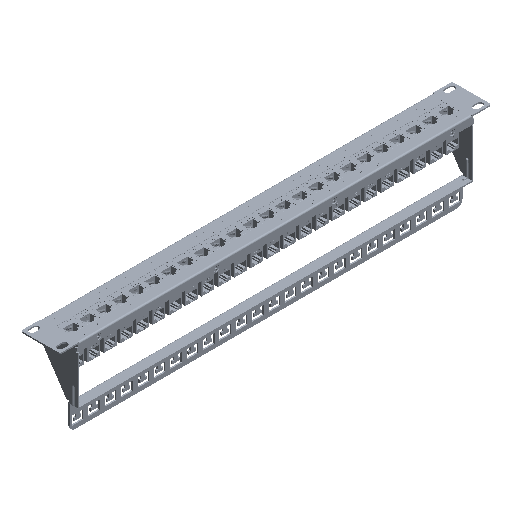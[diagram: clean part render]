
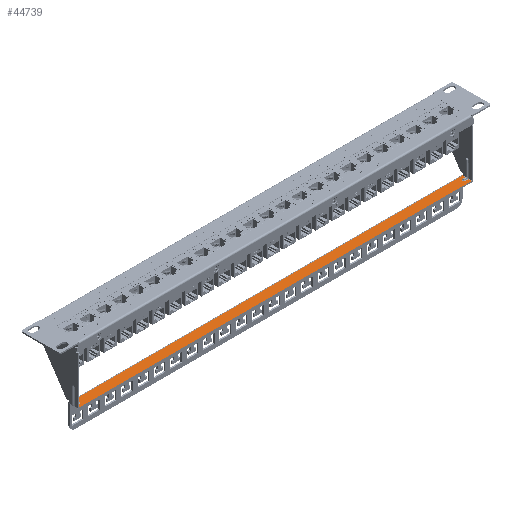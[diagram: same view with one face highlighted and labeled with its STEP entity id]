
A CAD part, isometric view. The second image highlights one B-rep face of the part: STEP entity #44739.
In plain terms, the highlighted face is planar.
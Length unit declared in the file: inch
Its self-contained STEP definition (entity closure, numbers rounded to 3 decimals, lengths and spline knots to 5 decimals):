
#1554 = CARTESIAN_POINT ( 'NONE',  ( -8.4905, -0.2654, 0. ) ) ;
#4526 = EDGE_CURVE ( 'NONE', #54854, #11136, #28470, .T. ) ;
#5041 = LINE ( 'NONE', #41770, #98664 ) ;
#5246 = VERTEX_POINT ( 'NONE', #112196 ) ;
#5423 = VERTEX_POINT ( 'NONE', #116955 ) ;
#6074 = EDGE_CURVE ( 'NONE', #29055, #70765, #68478, .T. ) ;
#7563 = LINE ( 'NONE', #84331, #94992 ) ;
#11136 = VERTEX_POINT ( 'NONE', #14251 ) ;
#11944 = AXIS2_PLACEMENT_3D ( 'NONE', #1554, #62181, #12063 ) ;
#11991 = CARTESIAN_POINT ( 'NONE',  ( -8.4345, -0.2844, 0. ) ) ;
#12063 = DIRECTION ( 'NONE',  ( 1., 0., 0. ) ) ;
#12066 = VECTOR ( 'NONE', #74003, 39.37008 ) ;
#12785 = VECTOR ( 'NONE', #17381, 39.37008 ) ;
#13805 = CARTESIAN_POINT ( 'NONE',  ( -8.64, -0.2094, 0. ) ) ;
#13845 = LINE ( 'NONE', #125556, #37174 ) ;
#14251 = CARTESIAN_POINT ( 'NONE',  ( -8.64, -0.2094, 0. ) ) ;
#14496 = CARTESIAN_POINT ( 'NONE',  ( -8.64, -0.48, 0. ) ) ;
#14614 = AXIS2_PLACEMENT_3D ( 'NONE', #43628, #95174, #73361 ) ;
#16442 = VERTEX_POINT ( 'NONE', #49032 ) ;
#17009 = PLANE ( 'NONE',  #127540 ) ;
#17381 = DIRECTION ( 'NONE',  ( 0., 1., 0. ) ) ;
#17523 = VERTEX_POINT ( 'NONE', #96087 ) ;
#17720 = LINE ( 'NONE', #66599, #69169 ) ;
#18108 = CARTESIAN_POINT ( 'NONE',  ( 8.64, -0.0698, 0. ) ) ;
#19703 = ORIENTED_EDGE ( 'NONE', *, *, #77342, .F. ) ;
#23450 = ORIENTED_EDGE ( 'NONE', *, *, #120485, .T. ) ;
#24195 = VERTEX_POINT ( 'NONE', #18108 ) ;
#24563 = LINE ( 'NONE', #13805, #12066 ) ;
#26483 = CIRCLE ( 'NONE', #127622, 0.056 ) ;
#27139 = DIRECTION ( 'NONE',  ( 0., -1., 0. ) ) ;
#28470 = LINE ( 'NONE', #109828, #67592 ) ;
#28646 = CARTESIAN_POINT ( 'NONE',  ( 8.64, -0.48, 0. ) ) ;
#29055 = VERTEX_POINT ( 'NONE', #32914 ) ;
#32178 = ORIENTED_EDGE ( 'NONE', *, *, #94944, .F. ) ;
#32914 = CARTESIAN_POINT ( 'NONE',  ( -8.64, -0.3404, 0. ) ) ;
#33216 = DIRECTION ( 'NONE',  ( 0., 1., 0. ) ) ;
#35570 = DIRECTION ( 'NONE',  ( 1., 0., 0. ) ) ;
#37174 = VECTOR ( 'NONE', #46156, 39.37008 ) ;
#37305 = EDGE_CURVE ( 'NONE', #102852, #44728, #103216, .T. ) ;
#38559 = DIRECTION ( 'NONE',  ( -1., 0., 0. ) ) ;
#38997 = VERTEX_POINT ( 'NONE', #118990 ) ;
#39075 = ORIENTED_EDGE ( 'NONE', *, *, #62761, .T. ) ;
#40084 = CARTESIAN_POINT ( 'NONE',  ( -8.4905, -0.3404, 0. ) ) ;
#41770 = CARTESIAN_POINT ( 'NONE',  ( -8.64, -0.0698, 0. ) ) ;
#43628 = CARTESIAN_POINT ( 'NONE',  ( -8.4905, -0.2844, 0. ) ) ;
#44728 = VERTEX_POINT ( 'NONE', #76790 ) ;
#44739 = ADVANCED_FACE ( 'NONE', ( #124504 ), #17009, .F. ) ;
#45611 = CARTESIAN_POINT ( 'NONE',  ( -8.4345, -0.2654, 0. ) ) ;
#46156 = DIRECTION ( 'NONE',  ( 1., 0., 0. ) ) ;
#46768 = LINE ( 'NONE', #88696, #76520 ) ;
#47029 = CARTESIAN_POINT ( 'NONE',  ( 8.65, -0.48, 0. ) ) ;
#49032 = CARTESIAN_POINT ( 'NONE',  ( 8.4345, -0.2844, 0. ) ) ;
#49086 = CARTESIAN_POINT ( 'NONE',  ( 8.65, -0.2094, 0. ) ) ;
#49739 = EDGE_CURVE ( 'NONE', #29055, #97066, #5041, .T. ) ;
#50276 = ORIENTED_EDGE ( 'NONE', *, *, #4526, .F. ) ;
#51276 = VECTOR ( 'NONE', #58286, 39.37008 ) ;
#54854 = VERTEX_POINT ( 'NONE', #58436 ) ;
#58286 = DIRECTION ( 'NONE',  ( 1., 0., 0. ) ) ;
#58436 = CARTESIAN_POINT ( 'NONE',  ( -8.64, -0.0698, 0. ) ) ;
#59074 = EDGE_CURVE ( 'NONE', #102852, #24195, #108652, .T. ) ;
#59555 = EDGE_LOOP ( 'NONE', ( #63333, #39075, #50276, #97046, #69002, #75506, #19703, #120443, #32178, #23450, #114282, #101315, #111927, #81524, #93547, #105566 ) ) ;
#61629 = EDGE_CURVE ( 'NONE', #24195, #54854, #46768, .T. ) ;
#62181 = DIRECTION ( 'NONE',  ( 0., 0., -1. ) ) ;
#62761 = EDGE_CURVE ( 'NONE', #5423, #11136, #24563, .T. ) ;
#63333 = ORIENTED_EDGE ( 'NONE', *, *, #89210, .F. ) ;
#64732 = CARTESIAN_POINT ( 'NONE',  ( 8.4345, -0.3124, 0. ) ) ;
#65356 = VERTEX_POINT ( 'NONE', #88335 ) ;
#66599 = CARTESIAN_POINT ( 'NONE',  ( 8.65, -0.48, 0. ) ) ;
#66791 = VERTEX_POINT ( 'NONE', #11991 ) ;
#67592 = VECTOR ( 'NONE', #120277, 39.37008 ) ;
#67821 = VERTEX_POINT ( 'NONE', #45611 ) ;
#68478 = LINE ( 'NONE', #118136, #51276 ) ;
#69002 = ORIENTED_EDGE ( 'NONE', *, *, #59074, .F. ) ;
#69169 = VECTOR ( 'NONE', #38559, 39.37008 ) ;
#70765 = VERTEX_POINT ( 'NONE', #40084 ) ;
#72370 = EDGE_CURVE ( 'NONE', #66791, #70765, #78097, .T. ) ;
#73361 = DIRECTION ( 'NONE',  ( 1., 0., 0. ) ) ;
#73709 = EDGE_CURVE ( 'NONE', #66791, #67821, #7563, .T. ) ;
#74003 = DIRECTION ( 'NONE',  ( -1., 0., 0. ) ) ;
#75506 = ORIENTED_EDGE ( 'NONE', *, *, #37305, .T. ) ;
#76009 = CARTESIAN_POINT ( 'NONE',  ( 8.64, -0.48, 0. ) ) ;
#76520 = VECTOR ( 'NONE', #128699, 39.37008 ) ;
#76790 = CARTESIAN_POINT ( 'NONE',  ( 8.4905, -0.2094, 0. ) ) ;
#77342 = EDGE_CURVE ( 'NONE', #17523, #44728, #126279, .T. ) ;
#78097 = CIRCLE ( 'NONE', #14614, 0.056 ) ;
#78936 = DIRECTION ( 'NONE',  ( 1., 0., 0. ) ) ;
#79379 = DIRECTION ( 'NONE',  ( 0., 0., 1. ) ) ;
#81300 = VECTOR ( 'NONE', #108485, 39.37008 ) ;
#81524 = ORIENTED_EDGE ( 'NONE', *, *, #6074, .T. ) ;
#83047 = LINE ( 'NONE', #64732, #103306 ) ;
#84289 = EDGE_CURVE ( 'NONE', #38997, #5246, #123395, .T. ) ;
#84331 = CARTESIAN_POINT ( 'NONE',  ( -8.4345, -0.48, 0. ) ) ;
#85844 = CARTESIAN_POINT ( 'NONE',  ( 8.4905, -0.2844, 0. ) ) ;
#87678 = DIRECTION ( 'NONE',  ( 0., 0., -1. ) ) ;
#88110 = CARTESIAN_POINT ( 'NONE',  ( 8.4905, -0.2654, 0. ) ) ;
#88335 = CARTESIAN_POINT ( 'NONE',  ( 8.4905, -0.3404, 0. ) ) ;
#88563 = DIRECTION ( 'NONE',  ( 1., 0., 0. ) ) ;
#88696 = CARTESIAN_POINT ( 'NONE',  ( 8.65, -0.0698, 0. ) ) ;
#89210 = EDGE_CURVE ( 'NONE', #5423, #67821, #123026, .T. ) ;
#89590 = DIRECTION ( 'NONE',  ( 0., 1., 0. ) ) ;
#92772 = DIRECTION ( 'NONE',  ( 0., 0., -1. ) ) ;
#93547 = ORIENTED_EDGE ( 'NONE', *, *, #72370, .F. ) ;
#93756 = AXIS2_PLACEMENT_3D ( 'NONE', #88110, #87678, #88563 ) ;
#94944 = EDGE_CURVE ( 'NONE', #65356, #16442, #26483, .T. ) ;
#94992 = VECTOR ( 'NONE', #33216, 39.37008 ) ;
#95174 = DIRECTION ( 'NONE',  ( 0., 0., -1. ) ) ;
#96087 = CARTESIAN_POINT ( 'NONE',  ( 8.4345, -0.2654, 0. ) ) ;
#97046 = ORIENTED_EDGE ( 'NONE', *, *, #61629, .F. ) ;
#97066 = VERTEX_POINT ( 'NONE', #14496 ) ;
#98664 = VECTOR ( 'NONE', #112060, 39.37008 ) ;
#101315 = ORIENTED_EDGE ( 'NONE', *, *, #111105, .T. ) ;
#102299 = VECTOR ( 'NONE', #89590, 39.37008 ) ;
#102852 = VERTEX_POINT ( 'NONE', #116102 ) ;
#103216 = LINE ( 'NONE', #49086, #81300 ) ;
#103306 = VECTOR ( 'NONE', #27139, 39.37008 ) ;
#105566 = ORIENTED_EDGE ( 'NONE', *, *, #73709, .T. ) ;
#108485 = DIRECTION ( 'NONE',  ( -1., 0., 0. ) ) ;
#108647 = EDGE_CURVE ( 'NONE', #17523, #16442, #83047, .T. ) ;
#108652 = LINE ( 'NONE', #76009, #102299 ) ;
#109828 = CARTESIAN_POINT ( 'NONE',  ( -8.64, -0.0698, 0. ) ) ;
#111105 = EDGE_CURVE ( 'NONE', #38997, #97066, #17720, .T. ) ;
#111927 = ORIENTED_EDGE ( 'NONE', *, *, #49739, .F. ) ;
#112060 = DIRECTION ( 'NONE',  ( 0., -1., 0. ) ) ;
#112196 = CARTESIAN_POINT ( 'NONE',  ( 8.64, -0.3404, 0. ) ) ;
#114282 = ORIENTED_EDGE ( 'NONE', *, *, #84289, .F. ) ;
#116102 = CARTESIAN_POINT ( 'NONE',  ( 8.64, -0.2094, 0. ) ) ;
#116955 = CARTESIAN_POINT ( 'NONE',  ( -8.4905, -0.2094, 0. ) ) ;
#118136 = CARTESIAN_POINT ( 'NONE',  ( -8.4625, -0.3404, 0. ) ) ;
#118990 = CARTESIAN_POINT ( 'NONE',  ( 8.64, -0.48, 0. ) ) ;
#120277 = DIRECTION ( 'NONE',  ( 0., -1., 0. ) ) ;
#120443 = ORIENTED_EDGE ( 'NONE', *, *, #108647, .T. ) ;
#120485 = EDGE_CURVE ( 'NONE', #65356, #5246, #13845, .T. ) ;
#123026 = CIRCLE ( 'NONE', #11944, 0.056 ) ;
#123395 = LINE ( 'NONE', #28646, #12785 ) ;
#124504 = FACE_OUTER_BOUND ( 'NONE', #59555, .T. ) ;
#125556 = CARTESIAN_POINT ( 'NONE',  ( 8.65, -0.3404, 0. ) ) ;
#126279 = CIRCLE ( 'NONE', #93756, 0.056 ) ;
#127540 = AXIS2_PLACEMENT_3D ( 'NONE', #47029, #79379, #78936 ) ;
#127622 = AXIS2_PLACEMENT_3D ( 'NONE', #85844, #92772, #35570 ) ;
#128699 = DIRECTION ( 'NONE',  ( -1., 0., 0. ) ) ;
